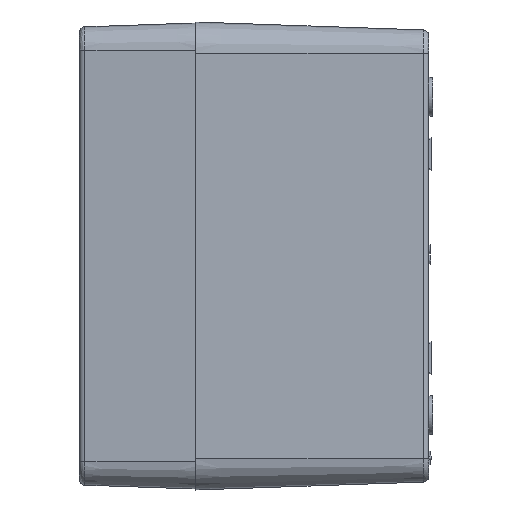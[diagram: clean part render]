
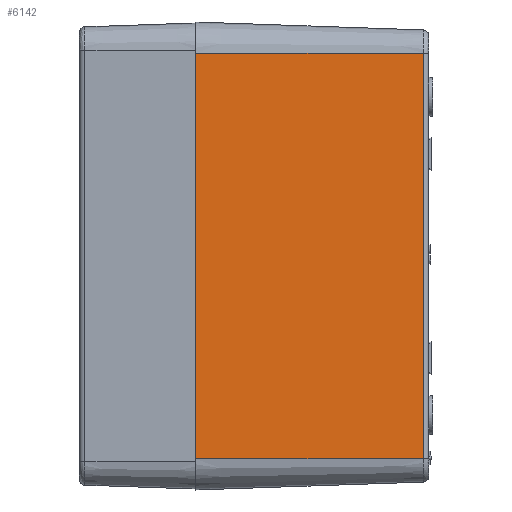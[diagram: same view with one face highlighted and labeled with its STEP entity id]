
A CAD part, left-side view. The second image highlights one B-rep face of the part: STEP entity #6142.
In plain terms, the highlighted planar face has unit normal (-0.999, -0.035, 0).
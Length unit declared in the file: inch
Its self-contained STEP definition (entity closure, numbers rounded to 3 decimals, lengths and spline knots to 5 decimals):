
#384 = CARTESIAN_POINT ( 'NONE',  ( -4.35039, 0., -2.05709 ) ) ;
#1003 = LINE ( 'NONE', #14483, #5699 ) ;
#1553 = ORIENTED_EDGE ( 'NONE', *, *, #9772, .T. ) ;
#2338 = VECTOR ( 'NONE', #13733, 39.37008 ) ;
#2841 = VERTEX_POINT ( 'NONE', #7449 ) ;
#3081 = DIRECTION ( 'NONE',  ( 0., 0., -1. ) ) ;
#3839 = ORIENTED_EDGE ( 'NONE', *, *, #11656, .T. ) ;
#3922 = PLANE ( 'NONE',  #8659 ) ;
#4187 = LINE ( 'NONE', #11274, #20713 ) ;
#4325 = EDGE_CURVE ( 'NONE', #17433, #2841, #15394, .T. ) ;
#5625 = CARTESIAN_POINT ( 'NONE',  ( -4.26989, -2.30521, -2.05709 ) ) ;
#5699 = VECTOR ( 'NONE', #21243, 39.37008 ) ;
#6142 = ADVANCED_FACE ( 'NONE', ( #18749 ), #3922, .T. ) ;
#6213 = CARTESIAN_POINT ( 'NONE',  ( -4.35039, 0., -2.05709 ) ) ;
#6238 = ORIENTED_EDGE ( 'NONE', *, *, #4325, .T. ) ;
#6941 = EDGE_CURVE ( 'NONE', #17433, #12864, #4187, .T. ) ;
#7412 = CARTESIAN_POINT ( 'NONE',  ( -4.26989, -2.30521, 2.05709 ) ) ;
#7449 = CARTESIAN_POINT ( 'NONE',  ( -4.35039, 0., 2.05709 ) ) ;
#8659 = AXIS2_PLACEMENT_3D ( 'NONE', #384, #15752, #13865 ) ;
#8917 = ORIENTED_EDGE ( 'NONE', *, *, #6941, .F. ) ;
#9772 = EDGE_CURVE ( 'NONE', #2841, #14902, #15760, .T. ) ;
#11274 = CARTESIAN_POINT ( 'NONE',  ( -4.26989, -2.30521, -1.02854 ) ) ;
#11505 = EDGE_LOOP ( 'NONE', ( #1553, #3839, #8917, #6238 ) ) ;
#11656 = EDGE_CURVE ( 'NONE', #14902, #12864, #1003, .T. ) ;
#12663 = DIRECTION ( 'NONE',  ( 0., 0., -1. ) ) ;
#12864 = VERTEX_POINT ( 'NONE', #5625 ) ;
#13733 = DIRECTION ( 'NONE',  ( -0.035, 0.999, 0. ) ) ;
#13865 = DIRECTION ( 'NONE',  ( -0.035, 0.999, 0. ) ) ;
#14103 = CARTESIAN_POINT ( 'NONE',  ( -4.35039, 0., -2.05709 ) ) ;
#14174 = CARTESIAN_POINT ( 'NONE',  ( -4.35039, 0., 2.05709 ) ) ;
#14483 = CARTESIAN_POINT ( 'NONE',  ( -4.35039, 0., -2.05709 ) ) ;
#14902 = VERTEX_POINT ( 'NONE', #6213 ) ;
#15394 = LINE ( 'NONE', #14174, #2338 ) ;
#15752 = DIRECTION ( 'NONE',  ( -0.999, -0.035, 0. ) ) ;
#15760 = LINE ( 'NONE', #14103, #19002 ) ;
#17433 = VERTEX_POINT ( 'NONE', #7412 ) ;
#18749 = FACE_OUTER_BOUND ( 'NONE', #11505, .T. ) ;
#19002 = VECTOR ( 'NONE', #12663, 39.37008 ) ;
#20713 = VECTOR ( 'NONE', #3081, 39.37008 ) ;
#21243 = DIRECTION ( 'NONE',  ( 0.035, -0.999, 0. ) ) ;
